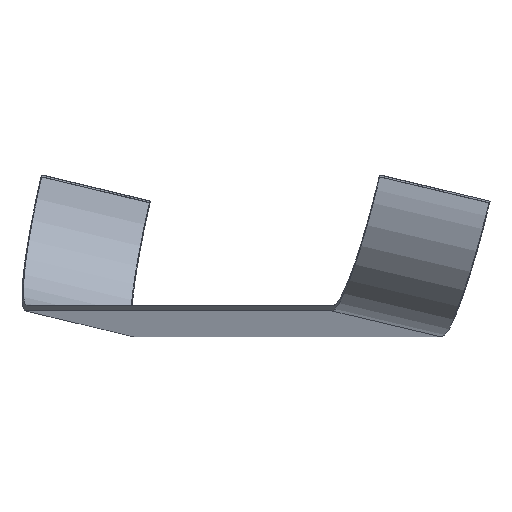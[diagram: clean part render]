
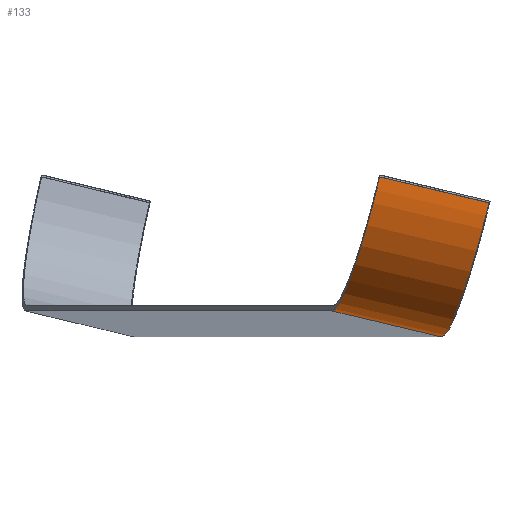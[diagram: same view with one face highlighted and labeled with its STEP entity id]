
A CAD part, front view. The second image highlights one B-rep face of the part: STEP entity #133.
In plain terms, the highlighted cylindrical face has radius 50 mm (diameter 100 mm), a partial arc.
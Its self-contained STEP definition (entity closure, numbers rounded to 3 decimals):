
#21 = EDGE_CURVE('',#22,#24,#26,.T.);
#22 = VERTEX_POINT('',#23);
#23 = CARTESIAN_POINT('',(9079.,579.4,
    5138.673));
#24 = VERTEX_POINT('',#25);
#25 = CARTESIAN_POINT('',(9039.687,577.111,
    5147.981));
#26 = SURFACE_CURVE('',#27,(#31,#43),.PCURVE_S1.);
#27 = LINE('',#28,#29);
#28 = CARTESIAN_POINT('',(9553.223,607.021,
    5026.396));
#29 = VECTOR('',#30,1.);
#30 = DIRECTION('',(-0.972,-0.057,0.23));
#31 = PCURVE('',#32,#37);
#32 = PLANE('',#33);
#33 = AXIS2_PLACEMENT_3D('',#34,#35,#36);
#34 = CARTESIAN_POINT('',(1623.236,189.729,
    6902.683));
#35 = DIRECTION('',(0.229,0.027,0.973));
#36 = DIRECTION('',(0.973,0.,-0.229));
#37 = DEFINITIONAL_REPRESENTATION('',(#38),#42);
#38 = LINE('',#39,#40);
#39 = CARTESIAN_POINT('',(8148.928,417.441));
#40 = VECTOR('',#41,1.);
#41 = DIRECTION('',(-0.998,-0.057));
#42 = ( GEOMETRIC_REPRESENTATION_CONTEXT(2) 
PARAMETRIC_REPRESENTATION_CONTEXT() REPRESENTATION_CONTEXT('2D SPACE',''
  ) );
#43 = PCURVE('',#44,#49);
#44 = CYLINDRICAL_SURFACE('',#45,50.);
#45 = AXIS2_PLACEMENT_3D('',#46,#47,#48);
#46 = CARTESIAN_POINT('',(9564.665,608.358,
    5075.051));
#47 = DIRECTION('',(-0.972,-0.057,0.23));
#48 = DIRECTION('',(-0.229,-0.027,-0.973)
  );
#49 = DEFINITIONAL_REPRESENTATION('',(#50),#54);
#50 = LINE('',#51,#52);
#51 = CARTESIAN_POINT('',(0.,0.));
#52 = VECTOR('',#53,1.);
#53 = DIRECTION('',(0.,1.));
#54 = ( GEOMETRIC_REPRESENTATION_CONTEXT(2) 
PARAMETRIC_REPRESENTATION_CONTEXT() REPRESENTATION_CONTEXT('2D SPACE',''
  ) );
#71 = PLANE('',#72);
#72 = AXIS2_PLACEMENT_3D('',#73,#74,#75);
#73 = CARTESIAN_POINT('',(9027.479,1050.72,
    5153.641));
#74 = DIRECTION('',(-0.967,-0.113,0.23));
#75 = DIRECTION('',(-0.232,0.,-0.973));
#123 = PLANE('',#124);
#124 = AXIS2_PLACEMENT_3D('',#125,#126,#127);
#125 = CARTESIAN_POINT('',(8988.432,1046.156,
    5162.949));
#126 = DIRECTION('',(-0.967,-0.113,0.23));
#127 = DIRECTION('',(-0.232,0.,-0.973));
#133 = ADVANCED_FACE('',(#134),#44,.T.);
#134 = FACE_BOUND('',#135,.T.);
#135 = EDGE_LOOP('',(#136,#137,#167,#195));
#136 = ORIENTED_EDGE('',*,*,#21,.F.);
#137 = ORIENTED_EDGE('',*,*,#138,.T.);
#138 = EDGE_CURVE('',#22,#139,#141,.T.);
#139 = VERTEX_POINT('',#140);
#140 = CARTESIAN_POINT('',(9096.102,530.983,
    5186.676));
#141 = SURFACE_CURVE('',#142,(#147,#160),.PCURVE_S1.);
#142 = ELLIPSE('',#143,50.08,50.);
#143 = AXIS2_PLACEMENT_3D('',#144,#145,#146);
#144 = CARTESIAN_POINT('',(9090.442,580.738,
    5187.328));
#145 = DIRECTION('',(-0.967,-0.113,0.23));
#146 = DIRECTION('',(-0.116,0.993,0.));
#147 = PCURVE('',#44,#148);
#148 = DEFINITIONAL_REPRESENTATION('',(#149),#159);
#149 = B_SPLINE_CURVE_WITH_KNOTS('',8,(#150,#151,#152,#153,#154,#155,
    #156,#157,#158),.UNSPECIFIED.,.F.,.F.,(9,9),(1.571,
    3.128),.PIECEWISE_BEZIER_KNOTS.);
#150 = CARTESIAN_POINT('',(0.,488.115));
#151 = CARTESIAN_POINT('',(0.195,487.564));
#152 = CARTESIAN_POINT('',(0.389,487.012));
#153 = CARTESIAN_POINT('',(0.584,486.492));
#154 = CARTESIAN_POINT('',(0.779,486.036));
#155 = CARTESIAN_POINT('',(0.973,485.672));
#156 = CARTESIAN_POINT('',(1.168,485.419));
#157 = CARTESIAN_POINT('',(1.363,485.289));
#158 = CARTESIAN_POINT('',(1.557,485.282));
#159 = ( GEOMETRIC_REPRESENTATION_CONTEXT(2) 
PARAMETRIC_REPRESENTATION_CONTEXT() REPRESENTATION_CONTEXT('2D SPACE',''
  ) );
#160 = PCURVE('',#71,#161);
#161 = DEFINITIONAL_REPRESENTATION('',(#162),#166);
#162 = ELLIPSE('',#163,50.08,50.);
#163 = AXIS2_PLACEMENT_2D('',#164,#165);
#164 = CARTESIAN_POINT('',(-47.369,473.01));
#165 = DIRECTION('',(0.027,-1.));
#166 = ( GEOMETRIC_REPRESENTATION_CONTEXT(2) 
PARAMETRIC_REPRESENTATION_CONTEXT() REPRESENTATION_CONTEXT('2D SPACE',''
  ) );
#167 = ORIENTED_EDGE('',*,*,#168,.T.);
#168 = EDGE_CURVE('',#139,#169,#171,.T.);
#169 = VERTEX_POINT('',#170);
#170 = CARTESIAN_POINT('',(9056.789,528.693,
    5195.984));
#171 = SURFACE_CURVE('',#172,(#176,#183),.PCURVE_S1.);
#172 = LINE('',#173,#174);
#173 = CARTESIAN_POINT('',(9567.572,558.443,
    5075.051));
#174 = VECTOR('',#175,1.);
#175 = DIRECTION('',(-0.972,-0.057,0.23)
  );
#176 = PCURVE('',#44,#177);
#177 = DEFINITIONAL_REPRESENTATION('',(#178),#182);
#178 = LINE('',#179,#180);
#179 = CARTESIAN_POINT('',(1.557,0.));
#180 = VECTOR('',#181,1.);
#181 = DIRECTION('',(0.,1.));
#182 = ( GEOMETRIC_REPRESENTATION_CONTEXT(2) 
PARAMETRIC_REPRESENTATION_CONTEXT() REPRESENTATION_CONTEXT('2D SPACE',''
  ) );
#183 = PCURVE('',#184,#189);
#184 = PLANE('',#185);
#185 = AXIS2_PLACEMENT_3D('',#186,#187,#188);
#186 = CARTESIAN_POINT('',(-0.069,1.191,0.));
#187 = DIRECTION('',(0.058,-0.998,0.));
#188 = DIRECTION('',(0.,0.,-1.));
#189 = DEFINITIONAL_REPRESENTATION('',(#190),#194);
#190 = LINE('',#191,#192);
#191 = CARTESIAN_POINT('',(-5075.051,9583.856));
#192 = VECTOR('',#193,1.);
#193 = DIRECTION('',(-0.23,-0.973));
#194 = ( GEOMETRIC_REPRESENTATION_CONTEXT(2) 
PARAMETRIC_REPRESENTATION_CONTEXT() REPRESENTATION_CONTEXT('2D SPACE',''
  ) );
#195 = ORIENTED_EDGE('',*,*,#196,.F.);
#196 = EDGE_CURVE('',#24,#169,#197,.T.);
#197 = SURFACE_CURVE('',#198,(#203,#216),.PCURVE_S1.);
#198 = ELLIPSE('',#199,50.08,50.);
#199 = AXIS2_PLACEMENT_3D('',#200,#201,#202);
#200 = CARTESIAN_POINT('',(9051.129,578.448,
    5196.636));
#201 = DIRECTION('',(-0.967,-0.113,0.23));
#202 = DIRECTION('',(-0.116,0.993,0.));
#203 = PCURVE('',#44,#204);
#204 = DEFINITIONAL_REPRESENTATION('',(#205),#215);
#205 = B_SPLINE_CURVE_WITH_KNOTS('',8,(#206,#207,#208,#209,#210,#211,
    #212,#213,#214),.UNSPECIFIED.,.F.,.F.,(9,9),(1.571,
    3.128),.PIECEWISE_BEZIER_KNOTS.);
#206 = CARTESIAN_POINT('',(0.,528.58));
#207 = CARTESIAN_POINT('',(0.195,528.029));
#208 = CARTESIAN_POINT('',(0.389,527.477));
#209 = CARTESIAN_POINT('',(0.584,526.957));
#210 = CARTESIAN_POINT('',(0.779,526.501));
#211 = CARTESIAN_POINT('',(0.973,526.137));
#212 = CARTESIAN_POINT('',(1.168,525.884));
#213 = CARTESIAN_POINT('',(1.363,525.754));
#214 = CARTESIAN_POINT('',(1.557,525.747));
#215 = ( GEOMETRIC_REPRESENTATION_CONTEXT(2) 
PARAMETRIC_REPRESENTATION_CONTEXT() REPRESENTATION_CONTEXT('2D SPACE',''
  ) );
#216 = PCURVE('',#123,#217);
#217 = DEFINITIONAL_REPRESENTATION('',(#218),#222);
#218 = ELLIPSE('',#219,50.08,50.);
#219 = AXIS2_PLACEMENT_2D('',#220,#221);
#220 = CARTESIAN_POINT('',(-47.307,470.721));
#221 = DIRECTION('',(0.027,-1.));
#222 = ( GEOMETRIC_REPRESENTATION_CONTEXT(2) 
PARAMETRIC_REPRESENTATION_CONTEXT() REPRESENTATION_CONTEXT('2D SPACE',''
  ) );
